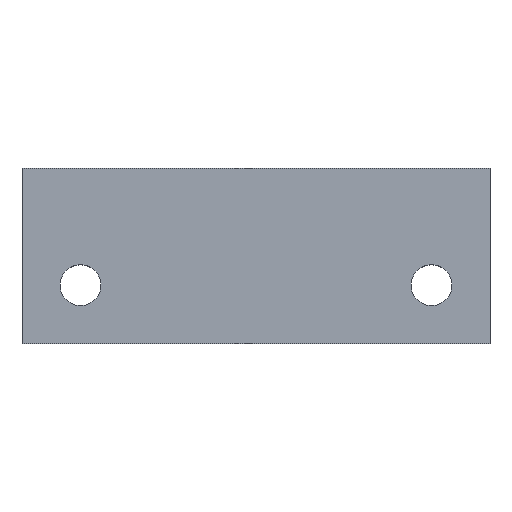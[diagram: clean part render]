
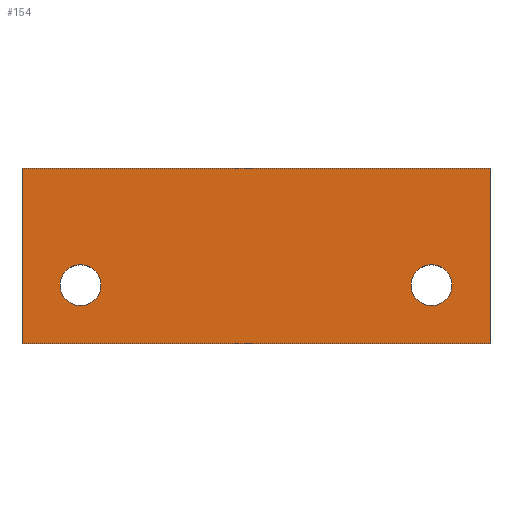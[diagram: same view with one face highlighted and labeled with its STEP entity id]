
A CAD part, top view. The second image highlights one B-rep face of the part: STEP entity #154.
In plain terms, the highlighted planar face has unit normal (0, 0, 1).
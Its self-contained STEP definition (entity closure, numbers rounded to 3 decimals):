
#11 = VERTEX_POINT ( 'NONE', #18 ) ;
#12 = ORIENTED_EDGE ( 'NONE', *, *, #321, .T. ) ;
#17 = AXIS2_PLACEMENT_3D ( 'NONE', #123, #67, #64 ) ;
#18 = CARTESIAN_POINT ( 'NONE',  ( -20., -7.5, 5. ) ) ;
#25 = CARTESIAN_POINT ( 'NONE',  ( -20., 7.5, 5. ) ) ;
#27 = DIRECTION ( 'NONE',  ( -1., 0., 0. ) ) ;
#28 = CARTESIAN_POINT ( 'NONE',  ( -20., -7.5, 5. ) ) ;
#30 = AXIS2_PLACEMENT_3D ( 'NONE', #91, #40, #360 ) ;
#33 = CARTESIAN_POINT ( 'NONE',  ( 20., 7.5, 5. ) ) ;
#40 = DIRECTION ( 'NONE',  ( 0., 0., 1. ) ) ;
#42 = CARTESIAN_POINT ( 'NONE',  ( -20., -7.5, 5. ) ) ;
#58 = CARTESIAN_POINT ( 'NONE',  ( -20., 7.5, 5. ) ) ;
#60 = CARTESIAN_POINT ( 'NONE',  ( -15., -2.5, 5. ) ) ;
#64 = DIRECTION ( 'NONE',  ( 1., 0., 0. ) ) ;
#67 = DIRECTION ( 'NONE',  ( 0., 0., 1. ) ) ;
#82 = FACE_BOUND ( 'NONE', #177, .T. ) ;
#86 = DIRECTION ( 'NONE',  ( 0., 0., -1. ) ) ;
#88 = CIRCLE ( 'NONE', #357, 1.75 ) ;
#91 = CARTESIAN_POINT ( 'NONE',  ( 15., -2.5, 5. ) ) ;
#113 = CARTESIAN_POINT ( 'NONE',  ( 20., -7.5, 5. ) ) ;
#121 = CARTESIAN_POINT ( 'NONE',  ( -13.25, -2.5, 5. ) ) ;
#123 = CARTESIAN_POINT ( 'NONE',  ( 15., -2.5, 5. ) ) ;
#124 = EDGE_LOOP ( 'NONE', ( #157, #131, #12, #214 ) ) ;
#131 = ORIENTED_EDGE ( 'NONE', *, *, #170, .T. ) ;
#143 = DIRECTION ( 'NONE',  ( 1., 0., 0. ) ) ;
#144 = VECTOR ( 'NONE', #143, 1000. ) ;
#145 = DIRECTION ( 'NONE',  ( -1., 0., 0. ) ) ;
#148 = EDGE_CURVE ( 'NONE', #11, #203, #378, .T. ) ;
#154 = ADVANCED_FACE ( 'NONE', ( #272, #82, #350 ), #298, .F. ) ;
#157 = ORIENTED_EDGE ( 'NONE', *, *, #234, .T. ) ;
#160 = ORIENTED_EDGE ( 'NONE', *, *, #303, .F. ) ;
#170 = EDGE_CURVE ( 'NONE', #369, #251, #322, .T. ) ;
#172 = CARTESIAN_POINT ( 'NONE',  ( 20., -7.5, 5. ) ) ;
#173 = DIRECTION ( 'NONE',  ( 0., 0., 1. ) ) ;
#177 = EDGE_LOOP ( 'NONE', ( #331, #160 ) ) ;
#178 = CARTESIAN_POINT ( 'NONE',  ( -15., -2.5, 5. ) ) ;
#183 = LINE ( 'NONE', #42, #261 ) ;
#187 = DIRECTION ( 'NONE',  ( 0., 0., 1. ) ) ;
#193 = EDGE_CURVE ( 'NONE', #382, #301, #88, .T. ) ;
#201 = VERTEX_POINT ( 'NONE', #349 ) ;
#203 = VERTEX_POINT ( 'NONE', #172 ) ;
#206 = DIRECTION ( 'NONE',  ( 1., 0., 0. ) ) ;
#214 = ORIENTED_EDGE ( 'NONE', *, *, #148, .T. ) ;
#219 = CARTESIAN_POINT ( 'NONE',  ( -16.75, -2.5, 5. ) ) ;
#234 = EDGE_CURVE ( 'NONE', #203, #369, #244, .T. ) ;
#236 = VECTOR ( 'NONE', #319, 1000. ) ;
#244 = LINE ( 'NONE', #113, #236 ) ;
#251 = VERTEX_POINT ( 'NONE', #25 ) ;
#252 = DIRECTION ( 'NONE',  ( 0., -1., 0. ) ) ;
#253 = ORIENTED_EDGE ( 'NONE', *, *, #295, .F. ) ;
#259 = VECTOR ( 'NONE', #27, 1000. ) ;
#261 = VECTOR ( 'NONE', #252, 1000. ) ;
#272 = FACE_OUTER_BOUND ( 'NONE', #124, .T. ) ;
#279 = CARTESIAN_POINT ( 'NONE',  ( 16.75, -2.5, 5. ) ) ;
#293 = CARTESIAN_POINT ( 'NONE',  ( 0., 0., 5. ) ) ;
#294 = CIRCLE ( 'NONE', #17, 1.75 ) ;
#295 = EDGE_CURVE ( 'NONE', #201, #364, #294, .T. ) ;
#298 = PLANE ( 'NONE',  #352 ) ;
#301 = VERTEX_POINT ( 'NONE', #121 ) ;
#303 = EDGE_CURVE ( 'NONE', #301, #382, #348, .T. ) ;
#307 = DIRECTION ( 'NONE',  ( 1., 0., 0. ) ) ;
#319 = DIRECTION ( 'NONE',  ( 0., 1., 0. ) ) ;
#321 = EDGE_CURVE ( 'NONE', #251, #11, #183, .T. ) ;
#322 = LINE ( 'NONE', #58, #259 ) ;
#323 = ORIENTED_EDGE ( 'NONE', *, *, #326, .F. ) ;
#326 = EDGE_CURVE ( 'NONE', #364, #201, #354, .T. ) ;
#331 = ORIENTED_EDGE ( 'NONE', *, *, #193, .F. ) ;
#333 = EDGE_LOOP ( 'NONE', ( #253, #323 ) ) ;
#344 = AXIS2_PLACEMENT_3D ( 'NONE', #178, #187, #307 ) ;
#348 = CIRCLE ( 'NONE', #344, 1.75 ) ;
#349 = CARTESIAN_POINT ( 'NONE',  ( 13.25, -2.5, 5. ) ) ;
#350 = FACE_BOUND ( 'NONE', #333, .T. ) ;
#352 = AXIS2_PLACEMENT_3D ( 'NONE', #293, #86, #145 ) ;
#354 = CIRCLE ( 'NONE', #30, 1.75 ) ;
#357 = AXIS2_PLACEMENT_3D ( 'NONE', #60, #173, #206 ) ;
#360 = DIRECTION ( 'NONE',  ( 1., 0., 0. ) ) ;
#364 = VERTEX_POINT ( 'NONE', #279 ) ;
#369 = VERTEX_POINT ( 'NONE', #33 ) ;
#378 = LINE ( 'NONE', #28, #144 ) ;
#382 = VERTEX_POINT ( 'NONE', #219 ) ;
